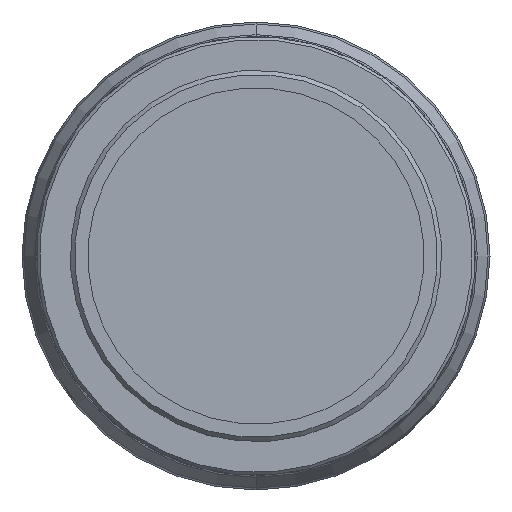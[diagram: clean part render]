
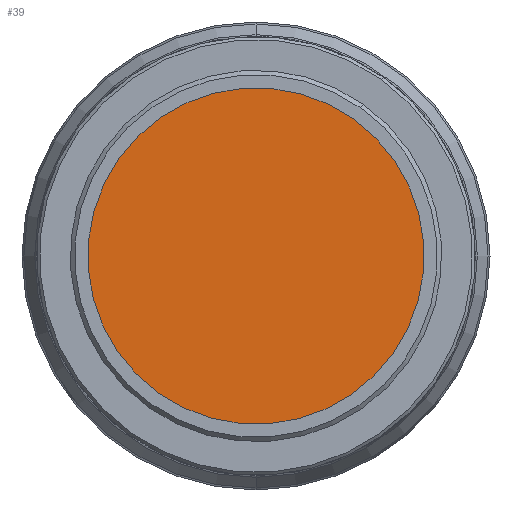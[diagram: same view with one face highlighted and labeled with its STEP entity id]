
A CAD part, left-side view. The second image highlights one B-rep face of the part: STEP entity #39.
In plain terms, the highlighted planar face has unit normal (-1, 0, 0).
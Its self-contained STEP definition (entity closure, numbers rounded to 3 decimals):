
#18 = DIRECTION ( 'NONE',  ( 0., 0., -1. ) ) ;
#26 = EDGE_CURVE ( 'NONE', #976, #606, #81, .T. ) ;
#39 = ADVANCED_FACE ( 'NONE', ( #311 ), #242, .F. ) ;
#81 = CIRCLE ( 'NONE', #588, 11.5 ) ;
#242 = PLANE ( 'NONE',  #372 ) ;
#311 = FACE_OUTER_BOUND ( 'NONE', #430, .T. ) ;
#372 = AXIS2_PLACEMENT_3D ( 'NONE', #1180, #1197, #1317 ) ;
#379 = DIRECTION ( 'NONE',  ( 1., 0., 0. ) ) ;
#391 = AXIS2_PLACEMENT_3D ( 'NONE', #1002, #871, #394 ) ;
#394 = DIRECTION ( 'NONE',  ( 0., 0., -1. ) ) ;
#430 = EDGE_LOOP ( 'NONE', ( #1476, #904 ) ) ;
#487 = CARTESIAN_POINT ( 'NONE',  ( -131.684, 0., 0. ) ) ;
#576 = EDGE_CURVE ( 'NONE', #606, #976, #874, .T. ) ;
#588 = AXIS2_PLACEMENT_3D ( 'NONE', #487, #379, #18 ) ;
#606 = VERTEX_POINT ( 'NONE', #1478 ) ;
#688 = CARTESIAN_POINT ( 'NONE',  ( -131.684, 9.375, 6.661 ) ) ;
#871 = DIRECTION ( 'NONE',  ( 1., 0., 0. ) ) ;
#874 = CIRCLE ( 'NONE', #391, 11.5 ) ;
#904 = ORIENTED_EDGE ( 'NONE', *, *, #26, .F. ) ;
#976 = VERTEX_POINT ( 'NONE', #688 ) ;
#1002 = CARTESIAN_POINT ( 'NONE',  ( -131.684, 0., 0. ) ) ;
#1180 = CARTESIAN_POINT ( 'NONE',  ( -131.684, 0., 0. ) ) ;
#1197 = DIRECTION ( 'NONE',  ( 1., 0., 0. ) ) ;
#1317 = DIRECTION ( 'NONE',  ( 0., 0., -1. ) ) ;
#1476 = ORIENTED_EDGE ( 'NONE', *, *, #576, .F. ) ;
#1478 = CARTESIAN_POINT ( 'NONE',  ( -131.684, -9.375, -6.661 ) ) ;
